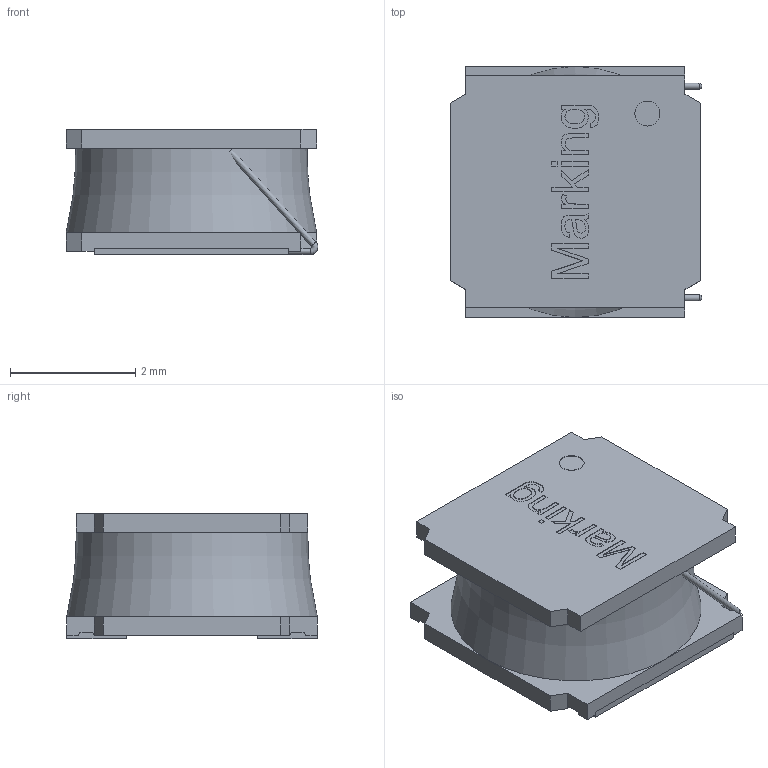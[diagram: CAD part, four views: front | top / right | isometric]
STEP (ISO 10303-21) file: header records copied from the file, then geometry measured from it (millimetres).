
FILE_DESCRIPTION( ( 'Unknown' ), '1' );
FILE_NAME( 'IndLQSH_4020.stp', 'Unknown', ( 'Unknown' ), ( 'Unknown' ), 'PSStep 18.0.17', 'Unknown', ' ' );
FILE_SCHEMA( ( 'AUTOMOTIVE_DESIGN { 1 0 10303 214 1 1 1 1 }' ) );
Length unit declared in the file: millimetre
Products named in the file (6): Assem1; housing; contact; Glue; Wire
Assembly tree (6 placements, depth 2):
  Assem1
    housing
    contact  x2
    Glue
    Wire
    Wire
Bounding box: 4.02 x 4 x 2 mm (x, y, z)
Volume: 24.6 mm3; surface area: 130.6 mm2
Topology: 6 solids, 6 shells, 161 faces, 397 edges, 261 vertices
Faces by surface type: plane 127, extrusion 16, cylinder 15, torus 3
Full cylindrical faces by diameter (mm): 0.1 x4, 0.4 x1, 2 x2
Entity records: 6421 total; most frequent: CARTESIAN_POINT 1682, ORIENTED_EDGE 740, DIRECTION 580, EDGE_CURVE 370, VERTEX_POINT 250, VECTOR 234, LINE 218, EDGE_LOOP 180
